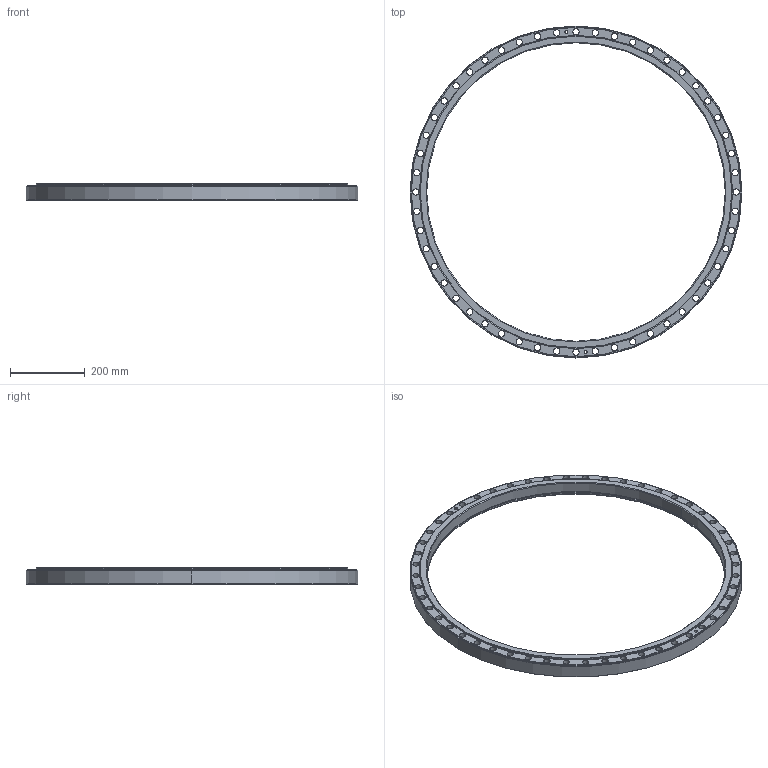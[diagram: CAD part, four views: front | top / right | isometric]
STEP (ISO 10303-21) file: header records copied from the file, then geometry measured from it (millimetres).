
FILE_DESCRIPTION (( 'STEP AP214' ), '1' );
FILE_NAME ('620FAM800.step', '2017-07-10T05:52:35', ( 'install' ), ( '' ), 'SwSTEP 2.0', 'SolidWorks 2015', '' );
FILE_SCHEMA (( 'AUTOMOTIVE_DESIGN' ));
Length unit declared in the file: millimetre
Products named in the file (1): 620FAM800
Bounding box: 890 x 890 x 43 mm (x, y, z)
Volume: 4184465.2 mm3; surface area: 572593 mm2
Topology: 1 solids, 1 shells, 153 faces, 414 edges, 268 vertices
Faces by surface type: cylinder 122, cone 20, plane 7, torus 4
Entity records: 5246 total; most frequent: DIRECTION 994, CARTESIAN_POINT 836, ORIENTED_EDGE 828, AXIS2_PLACEMENT_3D 426, EDGE_CURVE 414, CIRCLE 272, EDGE_LOOP 268, VERTEX_POINT 268
